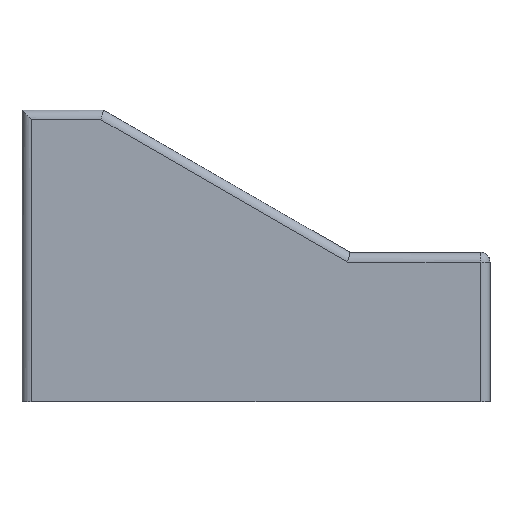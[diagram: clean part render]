
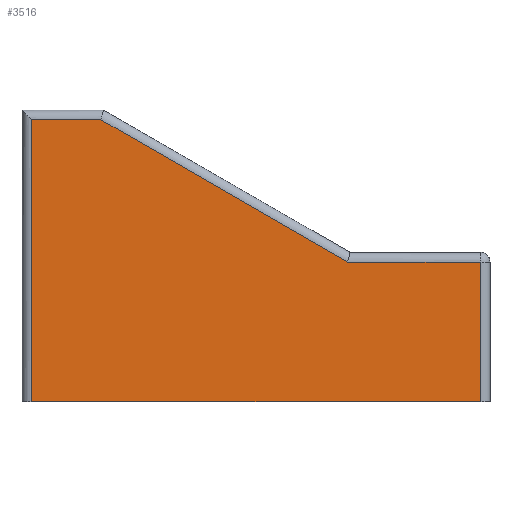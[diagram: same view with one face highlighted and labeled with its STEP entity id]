
A CAD part, front view. The second image highlights one B-rep face of the part: STEP entity #3516.
In plain terms, the highlighted planar face has unit normal (0, -1, 0).
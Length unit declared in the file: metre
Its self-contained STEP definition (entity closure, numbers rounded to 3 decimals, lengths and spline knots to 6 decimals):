
#938=ORIENTED_EDGE('',*,*,#1386,.T.);
#939=ORIENTED_EDGE('',*,*,#1520,.T.);
#940=ORIENTED_EDGE('',*,*,#1521,.T.);
#941=ORIENTED_EDGE('',*,*,#1522,.T.);
#942=ORIENTED_EDGE('',*,*,#1523,.T.);
#943=ORIENTED_EDGE('',*,*,#1524,.T.);
#1386=EDGE_CURVE('',#1822,#1821,#2212,.T.);
#1520=EDGE_CURVE('',#1821,#1869,#2345,.F.);
#1521=EDGE_CURVE('',#1869,#1870,#2346,.F.);
#1522=EDGE_CURVE('',#1870,#1871,#2347,.T.);
#1523=EDGE_CURVE('',#1871,#1872,#2348,.T.);
#1524=EDGE_CURVE('',#1872,#1822,#2349,.T.);
#1821=VERTEX_POINT('',#5303);
#1822=VERTEX_POINT('',#5305);
#1869=VERTEX_POINT('',#5571);
#1870=VERTEX_POINT('',#5573);
#1871=VERTEX_POINT('',#5575);
#1872=VERTEX_POINT('',#5577);
#2212=LINE('',#5304,#2695);
#2345=LINE('',#5570,#2828);
#2346=LINE('',#5572,#2829);
#2347=LINE('',#5574,#2830);
#2348=LINE('',#5576,#2831);
#2349=LINE('',#5578,#2832);
#2695=VECTOR('',#4227,1.);
#2828=VECTOR('',#4532,1.);
#2829=VECTOR('',#4533,1.);
#2830=VECTOR('',#4534,1.);
#2831=VECTOR('',#4535,1.);
#2832=VECTOR('',#4536,1.);
#2997=EDGE_LOOP('',(#938,#939,#940,#941,#942,#943));
#3178=FACE_BOUND('',#2997,.T.);
#3354=PLANE('',#3711);
#3516=ADVANCED_FACE('',(#3178),#3354,.T.);
#3711=AXIS2_PLACEMENT_3D('',#5569,#4530,#4531);
#4227=DIRECTION('',(1.,0.,0.));
#4530=DIRECTION('',(0.,-1.,0.));
#4531=DIRECTION('',(1.,0.,0.));
#4532=DIRECTION('',(0.,0.,-1.));
#4533=DIRECTION('',(1.,0.,0.));
#4534=DIRECTION('',(-0.866,0.,0.5));
#4535=DIRECTION('',(-1.,0.,0.));
#4536=DIRECTION('',(0.,0.,-1.));
#5303=CARTESIAN_POINT('',(0.095,-0.002,0.));
#5304=CARTESIAN_POINT('',(0.0475,-0.002,0.));
#5305=CARTESIAN_POINT('',(0.002,-0.002,0.));
#5569=CARTESIAN_POINT('',(0.0475,-0.002,0.03025));
#5570=CARTESIAN_POINT('',(0.095,-0.002,0.03025));
#5571=CARTESIAN_POINT('',(0.095,-0.002,0.029));
#5572=CARTESIAN_POINT('',(0.0475,-0.002,0.029));
#5573=CARTESIAN_POINT('',(0.067464,-0.002,0.029));
#5574=CARTESIAN_POINT('',(0.05195,-0.002,0.037957));
#5575=CARTESIAN_POINT('',(0.016369,-0.002,0.0585));
#5576=CARTESIAN_POINT('',(0.0475,-0.002,0.0585));
#5577=CARTESIAN_POINT('',(0.002,-0.002,0.0585));
#5578=CARTESIAN_POINT('',(0.002,-0.002,0.03025));
